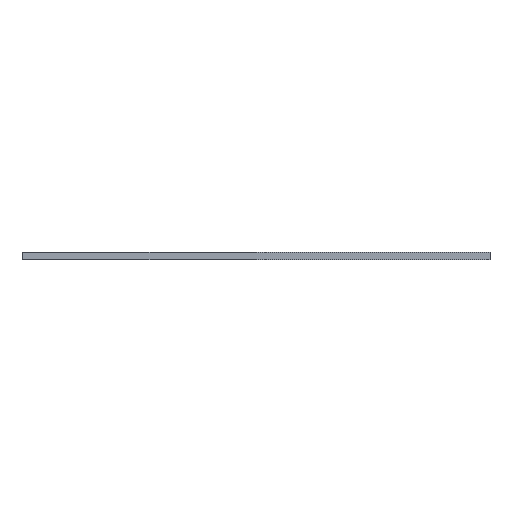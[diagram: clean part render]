
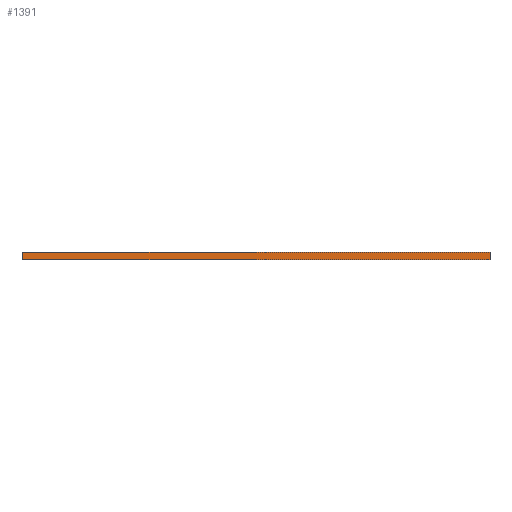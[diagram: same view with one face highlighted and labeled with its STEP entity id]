
A CAD part, front view. The second image highlights one B-rep face of the part: STEP entity #1391.
In plain terms, the highlighted planar face has unit normal (0, -1, 0).
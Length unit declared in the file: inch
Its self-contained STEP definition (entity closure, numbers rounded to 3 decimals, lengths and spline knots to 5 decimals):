
#81 = CARTESIAN_POINT ( 'NONE',  ( -16.25, -20., 0.25 ) ) ;
#139 = ORIENTED_EDGE ( 'NONE', *, *, #621, .F. ) ;
#141 = DIRECTION ( 'NONE',  ( 0., 0., -1. ) ) ;
#167 = LINE ( 'NONE', #1488, #1725 ) ;
#199 = EDGE_LOOP ( 'NONE', ( #968, #1592, #139, #1731 ) ) ;
#397 = DIRECTION ( 'NONE',  ( 0., 0., 1. ) ) ;
#444 = CARTESIAN_POINT ( 'NONE',  ( 16.25, -20., 0.25 ) ) ;
#522 = DIRECTION ( 'NONE',  ( 1., 0., 0. ) ) ;
#534 = EDGE_CURVE ( 'NONE', #966, #1364, #1581, .T. ) ;
#549 = CARTESIAN_POINT ( 'NONE',  ( -16.25, -20., -0.25 ) ) ;
#621 = EDGE_CURVE ( 'NONE', #966, #790, #167, .T. ) ;
#677 = AXIS2_PLACEMENT_3D ( 'NONE', #1365, #1914, #397 ) ;
#705 = FACE_OUTER_BOUND ( 'NONE', #199, .T. ) ;
#748 = CARTESIAN_POINT ( 'NONE',  ( -16.25, -20., -0.25 ) ) ;
#774 = VECTOR ( 'NONE', #1039, 39.37008 ) ;
#786 = VERTEX_POINT ( 'NONE', #1071 ) ;
#790 = VERTEX_POINT ( 'NONE', #1060 ) ;
#878 = VECTOR ( 'NONE', #141, 39.37008 ) ;
#921 = LINE ( 'NONE', #748, #774 ) ;
#966 = VERTEX_POINT ( 'NONE', #1328 ) ;
#968 = ORIENTED_EDGE ( 'NONE', *, *, #1282, .T. ) ;
#1039 = DIRECTION ( 'NONE',  ( 1., 0., 0. ) ) ;
#1050 = VECTOR ( 'NONE', #1957, 39.37008 ) ;
#1060 = CARTESIAN_POINT ( 'NONE',  ( 16.25, -20., 0.25 ) ) ;
#1071 = CARTESIAN_POINT ( 'NONE',  ( 16.25, -20., -0.25 ) ) ;
#1082 = EDGE_CURVE ( 'NONE', #790, #786, #2115, .T. ) ;
#1282 = EDGE_CURVE ( 'NONE', #1364, #786, #921, .T. ) ;
#1328 = CARTESIAN_POINT ( 'NONE',  ( -16.25, -20., 0.25 ) ) ;
#1364 = VERTEX_POINT ( 'NONE', #549 ) ;
#1365 = CARTESIAN_POINT ( 'NONE',  ( -16.25, -20., 0.25 ) ) ;
#1374 = PLANE ( 'NONE',  #677 ) ;
#1391 = ADVANCED_FACE ( 'NONE', ( #705 ), #1374, .F. ) ;
#1488 = CARTESIAN_POINT ( 'NONE',  ( -16.25, -20., 0.25 ) ) ;
#1581 = LINE ( 'NONE', #81, #878 ) ;
#1592 = ORIENTED_EDGE ( 'NONE', *, *, #1082, .F. ) ;
#1725 = VECTOR ( 'NONE', #522, 39.37008 ) ;
#1731 = ORIENTED_EDGE ( 'NONE', *, *, #534, .T. ) ;
#1914 = DIRECTION ( 'NONE',  ( 0., 1., 0. ) ) ;
#1957 = DIRECTION ( 'NONE',  ( 0., 0., -1. ) ) ;
#2115 = LINE ( 'NONE', #444, #1050 ) ;
